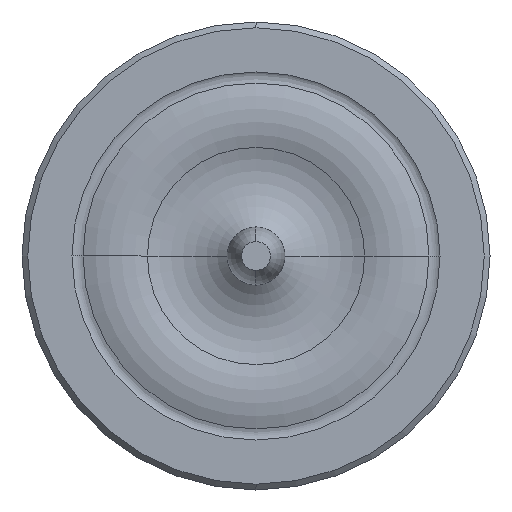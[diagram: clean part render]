
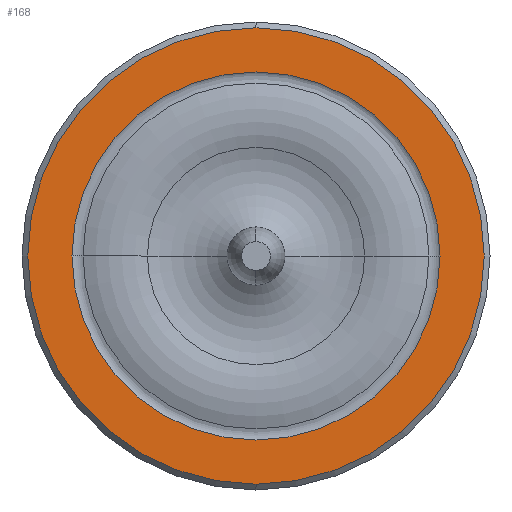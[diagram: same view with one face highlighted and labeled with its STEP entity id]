
A CAD part, left-side view. The second image highlights one B-rep face of the part: STEP entity #168.
In plain terms, the highlighted planar face has unit normal (-1, 0, 0).
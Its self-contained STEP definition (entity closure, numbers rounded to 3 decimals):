
#10 = FACE_OUTER_BOUND ( 'NONE', #712, .T. ) ;
#28 = ORIENTED_EDGE ( 'NONE', *, *, #446, .F. ) ;
#35 = CIRCLE ( 'NONE', #529, 1.585 ) ;
#46 = CARTESIAN_POINT ( 'NONE',  ( 0., 0., 0. ) ) ;
#49 = DIRECTION ( 'NONE',  ( -1., 0., 0. ) ) ;
#72 = CARTESIAN_POINT ( 'NONE',  ( 0., -1.585, 0. ) ) ;
#91 = VERTEX_POINT ( 'NONE', #72 ) ;
#93 = CIRCLE ( 'NONE', #856, 1.965 ) ;
#150 = VERTEX_POINT ( 'NONE', #826 ) ;
#155 = ORIENTED_EDGE ( 'NONE', *, *, #667, .T. ) ;
#168 = ADVANCED_FACE ( 'NONE', ( #10, #713 ), #316, .T. ) ;
#178 = CARTESIAN_POINT ( 'NONE',  ( 0., 0., 1.965 ) ) ;
#199 = CARTESIAN_POINT ( 'NONE',  ( 0., 0., -1.965 ) ) ;
#250 = DIRECTION ( 'NONE',  ( 0., 0., 1. ) ) ;
#258 = DIRECTION ( 'NONE',  ( 0., -1., 0. ) ) ;
#316 = PLANE ( 'NONE',  #383 ) ;
#321 = DIRECTION ( 'NONE',  ( 0., 0., 1. ) ) ;
#351 = DIRECTION ( 'NONE',  ( -1., 0., 0. ) ) ;
#383 = AXIS2_PLACEMENT_3D ( 'NONE', #867, #658, #321 ) ;
#391 = DIRECTION ( 'NONE',  ( 0., -1., 0. ) ) ;
#401 = CARTESIAN_POINT ( 'NONE',  ( 0., 0., 0. ) ) ;
#421 = AXIS2_PLACEMENT_3D ( 'NONE', #46, #49, #250 ) ;
#434 = EDGE_CURVE ( 'NONE', #506, #876, #808, .T. ) ;
#446 = EDGE_CURVE ( 'NONE', #150, #91, #35, .T. ) ;
#456 = EDGE_CURVE ( 'NONE', #91, #150, #853, .T. ) ;
#506 = VERTEX_POINT ( 'NONE', #199 ) ;
#529 = AXIS2_PLACEMENT_3D ( 'NONE', #401, #670, #258 ) ;
#532 = EDGE_LOOP ( 'NONE', ( #785, #28 ) ) ;
#620 = DIRECTION ( 'NONE',  ( 0., 0., 1. ) ) ;
#651 = ORIENTED_EDGE ( 'NONE', *, *, #434, .T. ) ;
#658 = DIRECTION ( 'NONE',  ( -1., 0., 0. ) ) ;
#667 = EDGE_CURVE ( 'NONE', #876, #506, #93, .T. ) ;
#670 = DIRECTION ( 'NONE',  ( -1., 0., 0. ) ) ;
#712 = EDGE_LOOP ( 'NONE', ( #651, #155 ) ) ;
#713 = FACE_BOUND ( 'NONE', #532, .T. ) ;
#763 = CARTESIAN_POINT ( 'NONE',  ( 0., 0., 0. ) ) ;
#765 = AXIS2_PLACEMENT_3D ( 'NONE', #804, #810, #391 ) ;
#785 = ORIENTED_EDGE ( 'NONE', *, *, #456, .F. ) ;
#804 = CARTESIAN_POINT ( 'NONE',  ( 0., 0., 0. ) ) ;
#808 = CIRCLE ( 'NONE', #421, 1.965 ) ;
#810 = DIRECTION ( 'NONE',  ( -1., 0., 0. ) ) ;
#826 = CARTESIAN_POINT ( 'NONE',  ( 0., 1.585, 0. ) ) ;
#853 = CIRCLE ( 'NONE', #765, 1.585 ) ;
#856 = AXIS2_PLACEMENT_3D ( 'NONE', #763, #351, #620 ) ;
#867 = CARTESIAN_POINT ( 'NONE',  ( 0., 1.585, 0. ) ) ;
#876 = VERTEX_POINT ( 'NONE', #178 ) ;
